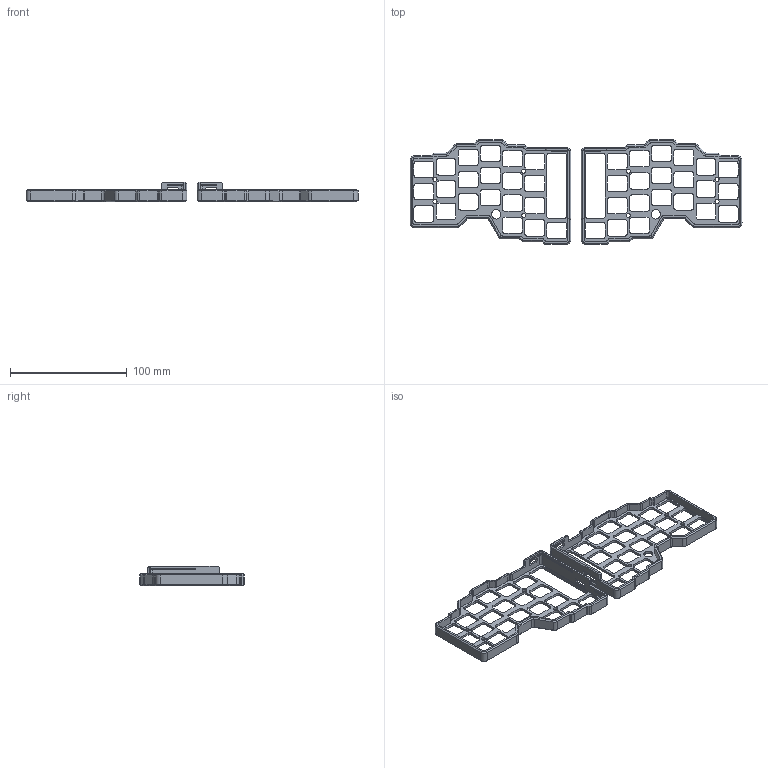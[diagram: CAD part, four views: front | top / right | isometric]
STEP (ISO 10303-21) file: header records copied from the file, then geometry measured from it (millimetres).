
FILE_DESCRIPTION(/* description */ (''),/* implementation_level */ '2;1');
FILE_NAME(/* name */ 'mriya-bumper-fdm-v1.14.step',/* time_stamp */ '2025-06-04T05:02:17+03:00',/* author */ (''),/* organization */ (''),/* preprocessor_version */ 'ST-DEVELOPER v20',/* originating_system */ 'Autodesk Translation Framework v13.14.0.145',/* authorisation */ '');
FILE_SCHEMA (('AUTOMOTIVE_DESIGN { 1 0 10303 214 3 1 1 }'));
Length unit declared in the file: millimetre
Products named in the file (1): mriya-bumper-fdm
Bounding box: 284.6 x 89.7 x 17 mm (x, y, z)
Volume: 36052.1 mm3; surface area: 39727.1 mm2
Topology: 2 solids, 2 shells, 996 faces, 2724 edges, 1740 vertices
Faces by surface type: plane 512, cylinder 374, cone 110
Full cylindrical faces by diameter (mm): 3.5 x8, 8 x2
Entity records: 31681 total; most frequent: DIRECTION 5584, CARTESIAN_POINT 5461, ORIENTED_EDGE 5448, EDGE_CURVE 2724, AXIS2_PLACEMENT_3D 1863, LINE 1858, VECTOR 1858, VERTEX_POINT 1740
